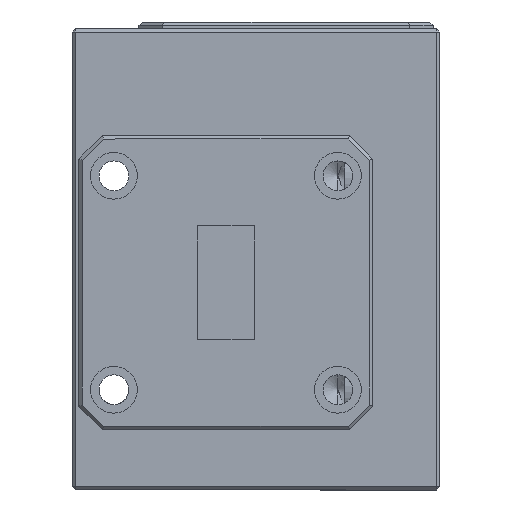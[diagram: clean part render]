
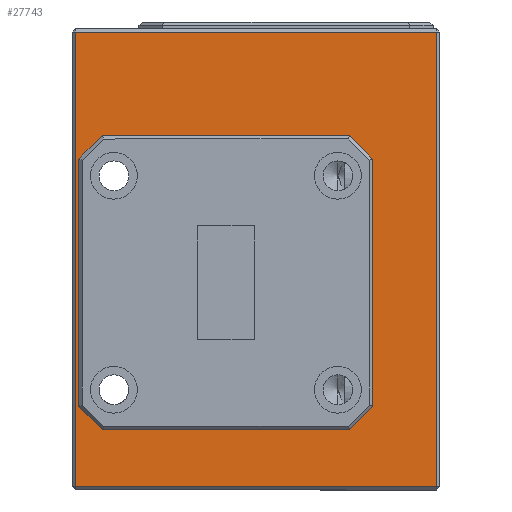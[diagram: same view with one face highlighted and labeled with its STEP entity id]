
A CAD part, left-side view. The second image highlights one B-rep face of the part: STEP entity #27743.
In plain terms, the highlighted planar face has unit normal (-1, 0, 0).
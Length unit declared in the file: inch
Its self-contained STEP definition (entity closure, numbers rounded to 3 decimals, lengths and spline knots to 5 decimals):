
#194 = CARTESIAN_POINT ( 'NONE',  ( -3.88796, 0.66154, -0.55749 ) ) ;
#636 = VECTOR ( 'NONE', #7027, 39.37008 ) ;
#656 = VECTOR ( 'NONE', #16296, 39.37008 ) ;
#792 = ORIENTED_EDGE ( 'NONE', *, *, #8084, .F. ) ;
#1012 = CARTESIAN_POINT ( 'NONE',  ( -3.88796, 0.74154, -0.72749 ) ) ;
#1187 = EDGE_LOOP ( 'NONE', ( #27337, #3030, #20900, #10941, #19524, #18079, #792, #15127 ) ) ;
#1756 = LINE ( 'NONE', #18213, #17361 ) ;
#1895 = CARTESIAN_POINT ( 'NONE',  ( -3.88796, -0.14846, -0.48749 ) ) ;
#2111 = CARTESIAN_POINT ( 'NONE',  ( -3.88796, -0.07846, 0.32251 ) ) ;
#2703 = CARTESIAN_POINT ( 'NONE',  ( -3.88796, -0.07846, -0.55749 ) ) ;
#2958 = DIRECTION ( 'NONE',  ( 0., 0., 1. ) ) ;
#3030 = ORIENTED_EDGE ( 'NONE', *, *, #11556, .F. ) ;
#3108 = LINE ( 'NONE', #10587, #26767 ) ;
#4718 = VERTEX_POINT ( 'NONE', #9169 ) ;
#4949 = ORIENTED_EDGE ( 'NONE', *, *, #13932, .T. ) ;
#5072 = VERTEX_POINT ( 'NONE', #2111 ) ;
#5305 = DIRECTION ( 'NONE',  ( 0., 0.707, 0.707 ) ) ;
#5732 = ORIENTED_EDGE ( 'NONE', *, *, #8026, .T. ) ;
#5755 = VERTEX_POINT ( 'NONE', #5996 ) ;
#5925 = EDGE_CURVE ( 'NONE', #8686, #9069, #27944, .T. ) ;
#5967 = DIRECTION ( 'NONE',  ( 0., 0., -1. ) ) ;
#5996 = CARTESIAN_POINT ( 'NONE',  ( -3.88796, -0.33846, -0.72749 ) ) ;
#6034 = VECTOR ( 'NONE', #27238, 39.37008 ) ;
#6872 = CARTESIAN_POINT ( 'NONE',  ( -3.88796, -0.07846, -0.55749 ) ) ;
#7027 = DIRECTION ( 'NONE',  ( 0., -0.707, 0.707 ) ) ;
#7718 = CARTESIAN_POINT ( 'NONE',  ( -3.88796, -0.33846, 0.64251 ) ) ;
#8026 = EDGE_CURVE ( 'NONE', #30042, #27169, #20504, .T. ) ;
#8064 = CARTESIAN_POINT ( 'NONE',  ( -3.88796, 0.74154, 0.63251 ) ) ;
#8084 = EDGE_CURVE ( 'NONE', #9069, #29755, #29376, .T. ) ;
#8626 = VERTEX_POINT ( 'NONE', #30201 ) ;
#8686 = VERTEX_POINT ( 'NONE', #2703 ) ;
#8807 = VECTOR ( 'NONE', #16353, 39.37008 ) ;
#9069 = VERTEX_POINT ( 'NONE', #26023 ) ;
#9169 = CARTESIAN_POINT ( 'NONE',  ( -3.88796, 0.66154, -0.55749 ) ) ;
#9855 = VECTOR ( 'NONE', #26500, 39.37008 ) ;
#10421 = VERTEX_POINT ( 'NONE', #1012 ) ;
#10587 = CARTESIAN_POINT ( 'NONE',  ( -3.88796, -0.34846, -0.72749 ) ) ;
#10831 = EDGE_CURVE ( 'NONE', #10421, #5755, #3108, .T. ) ;
#10941 = ORIENTED_EDGE ( 'NONE', *, *, #30002, .F. ) ;
#11058 = DIRECTION ( 'NONE',  ( 0., 0., -1. ) ) ;
#11531 = DIRECTION ( 'NONE',  ( 0., -0.707, -0.707 ) ) ;
#11556 = EDGE_CURVE ( 'NONE', #24108, #4718, #16663, .T. ) ;
#11720 = CARTESIAN_POINT ( 'NONE',  ( -3.88796, -0.33846, 0.63251 ) ) ;
#12162 = EDGE_CURVE ( 'NONE', #5072, #8626, #21968, .T. ) ;
#12240 = CARTESIAN_POINT ( 'NONE',  ( -3.88796, -0.14846, 0.25251 ) ) ;
#12510 = DIRECTION ( 'NONE',  ( 0., 1., 0. ) ) ;
#12711 = DIRECTION ( 'NONE',  ( 0., -1., 0. ) ) ;
#13339 = DIRECTION ( 'NONE',  ( 0., 1., 0. ) ) ;
#13722 = VECTOR ( 'NONE', #5305, 39.37008 ) ;
#13876 = LINE ( 'NONE', #14317, #656 ) ;
#13932 = EDGE_CURVE ( 'NONE', #27169, #10421, #1756, .T. ) ;
#14223 = LINE ( 'NONE', #194, #8807 ) ;
#14317 = CARTESIAN_POINT ( 'NONE',  ( -3.88796, 0.73154, 0.25251 ) ) ;
#15105 = VECTOR ( 'NONE', #11531, 39.37008 ) ;
#15127 = ORIENTED_EDGE ( 'NONE', *, *, #5925, .F. ) ;
#15256 = CARTESIAN_POINT ( 'NONE',  ( -3.88796, 0.73154, 0.25251 ) ) ;
#16296 = DIRECTION ( 'NONE',  ( 0., 0.707, -0.707 ) ) ;
#16353 = DIRECTION ( 'NONE',  ( 0., -1., 0. ) ) ;
#16663 = LINE ( 'NONE', #26289, #15105 ) ;
#16841 = FACE_BOUND ( 'NONE', #1187, .T. ) ;
#17065 = CARTESIAN_POINT ( 'NONE',  ( -3.88796, 0.73154, -0.48749 ) ) ;
#17312 = CARTESIAN_POINT ( 'NONE',  ( -3.88796, 0.19654, 0.66251 ) ) ;
#17361 = VECTOR ( 'NONE', #11058, 39.37008 ) ;
#18079 = ORIENTED_EDGE ( 'NONE', *, *, #21788, .F. ) ;
#18092 = AXIS2_PLACEMENT_3D ( 'NONE', #17312, #24014, #2958 ) ;
#18213 = CARTESIAN_POINT ( 'NONE',  ( -3.88796, 0.74154, -0.73749 ) ) ;
#19195 = LINE ( 'NONE', #23606, #13722 ) ;
#19524 = ORIENTED_EDGE ( 'NONE', *, *, #12162, .F. ) ;
#19760 = PLANE ( 'NONE',  #18092 ) ;
#20504 = LINE ( 'NONE', #26931, #24045 ) ;
#20853 = EDGE_CURVE ( 'NONE', #25170, #24108, #27472, .T. ) ;
#20900 = ORIENTED_EDGE ( 'NONE', *, *, #20853, .F. ) ;
#21766 = ORIENTED_EDGE ( 'NONE', *, *, #10831, .T. ) ;
#21788 = EDGE_CURVE ( 'NONE', #29755, #5072, #19195, .T. ) ;
#21968 = LINE ( 'NONE', #29311, #23097 ) ;
#22839 = EDGE_CURVE ( 'NONE', #4718, #8686, #14223, .T. ) ;
#23097 = VECTOR ( 'NONE', #12510, 39.37008 ) ;
#23606 = CARTESIAN_POINT ( 'NONE',  ( -3.88796, -0.07846, 0.32251 ) ) ;
#23855 = FACE_OUTER_BOUND ( 'NONE', #26424, .T. ) ;
#24014 = DIRECTION ( 'NONE',  ( -1., 0., 0. ) ) ;
#24045 = VECTOR ( 'NONE', #13339, 39.37008 ) ;
#24108 = VERTEX_POINT ( 'NONE', #17065 ) ;
#25170 = VERTEX_POINT ( 'NONE', #15256 ) ;
#26023 = CARTESIAN_POINT ( 'NONE',  ( -3.88796, -0.14846, -0.48749 ) ) ;
#26289 = CARTESIAN_POINT ( 'NONE',  ( -3.88796, 0.73154, -0.48749 ) ) ;
#26424 = EDGE_LOOP ( 'NONE', ( #4949, #21766, #27569, #5732 ) ) ;
#26500 = DIRECTION ( 'NONE',  ( 0., 0., 1. ) ) ;
#26767 = VECTOR ( 'NONE', #12711, 39.37008 ) ;
#26874 = CARTESIAN_POINT ( 'NONE',  ( -3.88796, 0.73154, -0.48749 ) ) ;
#26931 = CARTESIAN_POINT ( 'NONE',  ( -3.88796, 0.19654, 0.63251 ) ) ;
#27169 = VERTEX_POINT ( 'NONE', #8064 ) ;
#27238 = DIRECTION ( 'NONE',  ( 0., 0., 1. ) ) ;
#27337 = ORIENTED_EDGE ( 'NONE', *, *, #22839, .F. ) ;
#27356 = VECTOR ( 'NONE', #5967, 39.37008 ) ;
#27472 = LINE ( 'NONE', #26874, #27356 ) ;
#27569 = ORIENTED_EDGE ( 'NONE', *, *, #28010, .T. ) ;
#27743 = ADVANCED_FACE ( 'NONE', ( #16841, #23855 ), #19760, .T. ) ;
#27944 = LINE ( 'NONE', #6872, #636 ) ;
#28010 = EDGE_CURVE ( 'NONE', #5755, #30042, #28629, .T. ) ;
#28629 = LINE ( 'NONE', #7718, #9855 ) ;
#29311 = CARTESIAN_POINT ( 'NONE',  ( -3.88796, 0.66154, 0.32251 ) ) ;
#29376 = LINE ( 'NONE', #1895, #6034 ) ;
#29755 = VERTEX_POINT ( 'NONE', #12240 ) ;
#30002 = EDGE_CURVE ( 'NONE', #8626, #25170, #13876, .T. ) ;
#30042 = VERTEX_POINT ( 'NONE', #11720 ) ;
#30201 = CARTESIAN_POINT ( 'NONE',  ( -3.88796, 0.66154, 0.32251 ) ) ;
